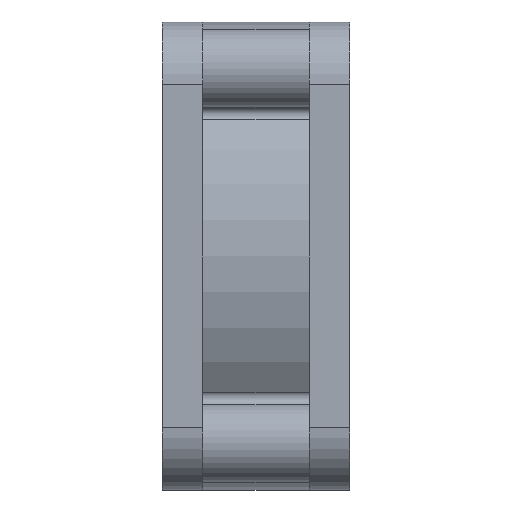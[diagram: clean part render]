
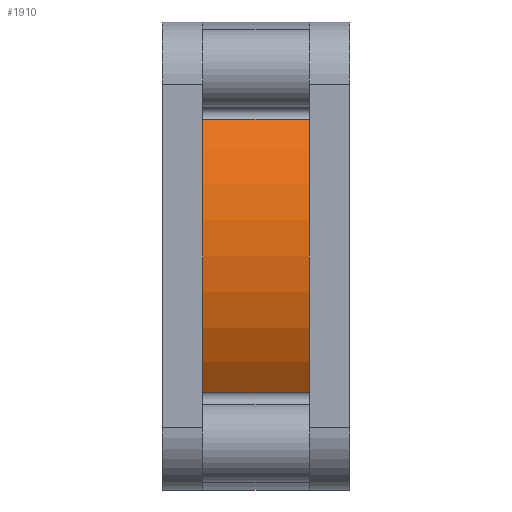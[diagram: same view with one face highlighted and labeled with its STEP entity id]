
A CAD part, front view. The second image highlights one B-rep face of the part: STEP entity #1910.
In plain terms, the highlighted cylindrical face has radius 12.499 mm (diameter 24.999 mm), a partial arc.
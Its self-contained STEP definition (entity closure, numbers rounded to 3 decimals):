
#74=CYLINDRICAL_SURFACE('',#2093,12.5);
#133=FACE_OUTER_BOUND('',#255,.T.);
#255=EDGE_LOOP('',(#1403,#1404,#1405,#1406,#1407,#1408));
#394=LINE('',#3170,#546);
#398=LINE('',#3190,#550);
#546=VECTOR('',#2445,5.714);
#550=VECTOR('',#2465,5.714);
#704=CIRCLE('',#2081,12.5);
#713=CIRCLE('',#2092,12.5);
#714=CIRCLE('',#2094,12.5);
#715=CIRCLE('',#2095,12.5);
#866=VERTEX_POINT('',#3154);
#867=VERTEX_POINT('',#3156);
#871=VERTEX_POINT('',#3167);
#878=VERTEX_POINT('',#3183);
#879=VERTEX_POINT('',#3187);
#880=VERTEX_POINT('',#3189);
#1061=EDGE_CURVE('',#866,#867,#704,.T.);
#1068=EDGE_CURVE('',#866,#871,#394,.T.);
#1076=EDGE_CURVE('',#878,#871,#713,.T.);
#1077=EDGE_CURVE('',#879,#878,#714,.T.);
#1078=EDGE_CURVE('',#879,#880,#398,.T.);
#1079=EDGE_CURVE('',#867,#880,#715,.T.);
#1403=ORIENTED_EDGE('',*,*,#1068,.T.);
#1404=ORIENTED_EDGE('',*,*,#1076,.F.);
#1405=ORIENTED_EDGE('',*,*,#1077,.F.);
#1406=ORIENTED_EDGE('',*,*,#1078,.T.);
#1407=ORIENTED_EDGE('',*,*,#1079,.F.);
#1408=ORIENTED_EDGE('',*,*,#1061,.F.);
#1910=ADVANCED_FACE('',(#133),#74,.T.);
#2081=AXIS2_PLACEMENT_3D('',#3157,#2431,#2432);
#2092=AXIS2_PLACEMENT_3D('',#3185,#2459,#2460);
#2093=AXIS2_PLACEMENT_3D('',#3186,#2461,#2462);
#2094=AXIS2_PLACEMENT_3D('',#3188,#2463,#2464);
#2095=AXIS2_PLACEMENT_3D('',#3191,#2466,#2467);
#2431=DIRECTION('center_axis',(-1.,0.,0.));
#2432=DIRECTION('ref_axis',(0.,-0.812,-0.584));
#2445=DIRECTION('',(1.,0.,0.));
#2459=DIRECTION('center_axis',(1.,0.,0.));
#2460=DIRECTION('ref_axis',(0.,-1.,0.));
#2461=DIRECTION('center_axis',(1.,0.,0.));
#2462=DIRECTION('ref_axis',(0.,-0.772,0.636));
#2463=DIRECTION('center_axis',(1.,0.,0.));
#2464=DIRECTION('ref_axis',(0.,-0.812,0.584));
#2465=DIRECTION('',(-1.,0.,0.));
#2466=DIRECTION('center_axis',(-1.,0.,0.));
#2467=DIRECTION('ref_axis',(0.,-1.,0.));
#3154=CARTESIAN_POINT('',(1.5,-10.769,-6.125));
#3156=CARTESIAN_POINT('',(1.5,-13.125,1.178));
#3157=CARTESIAN_POINT('Origin',(1.5,-0.625,1.178));
#3167=CARTESIAN_POINT('',(7.214,-10.769,-6.125));
#3170=CARTESIAN_POINT('',(1.5,-10.769,-6.125));
#3183=CARTESIAN_POINT('',(7.214,-13.125,1.178));
#3185=CARTESIAN_POINT('Origin',(7.214,-0.625,1.178));
#3186=CARTESIAN_POINT('Origin',(1.5,-0.625,1.178));
#3187=CARTESIAN_POINT('',(7.214,-10.769,8.481));
#3188=CARTESIAN_POINT('Origin',(7.214,-0.625,1.178));
#3189=CARTESIAN_POINT('',(1.5,-10.769,8.481));
#3190=CARTESIAN_POINT('',(7.214,-10.769,8.481));
#3191=CARTESIAN_POINT('Origin',(1.5,-0.625,1.178));
